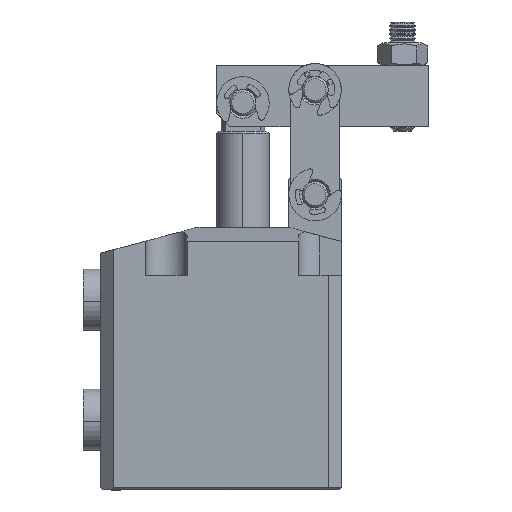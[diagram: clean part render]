
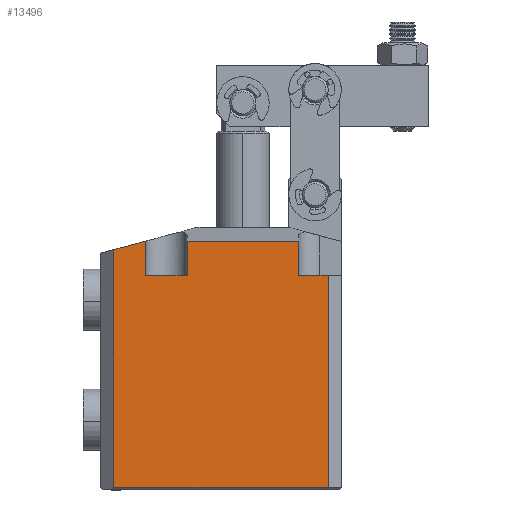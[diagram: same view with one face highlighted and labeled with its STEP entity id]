
A CAD part, top view. The second image highlights one B-rep face of the part: STEP entity #13496.
In plain terms, the highlighted planar face has unit normal (0, 0, 1).
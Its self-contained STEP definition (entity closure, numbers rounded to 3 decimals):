
#70 = VERTEX_POINT ( 'NONE', #18055 ) ;
#300 = LINE ( 'NONE', #9853, #12133 ) ;
#312 = ORIENTED_EDGE ( 'NONE', *, *, #3507, .T. ) ;
#379 = DIRECTION ( 'NONE',  ( 0.966, 0.259, 0. ) ) ;
#895 = CARTESIAN_POINT ( 'NONE',  ( 463.13, 121.774, 22.5 ) ) ;
#941 = DIRECTION ( 'NONE',  ( -1., 0., 0. ) ) ;
#1368 = VECTOR ( 'NONE', #3223, 1000. ) ;
#1969 = VERTEX_POINT ( 'NONE', #14311 ) ;
#1979 = VECTOR ( 'NONE', #10298, 1000. ) ;
#2047 = ORIENTED_EDGE ( 'NONE', *, *, #2577, .T. ) ;
#2060 = FACE_OUTER_BOUND ( 'NONE', #11932, .T. ) ;
#2318 = VERTEX_POINT ( 'NONE', #7739 ) ;
#2521 = CARTESIAN_POINT ( 'NONE',  ( 475.88, 121.774, 22.5 ) ) ;
#2535 = LINE ( 'NONE', #7970, #1368 ) ;
#2577 = EDGE_CURVE ( 'NONE', #2318, #8034, #300, .T. ) ;
#3107 = ORIENTED_EDGE ( 'NONE', *, *, #19024, .T. ) ;
#3153 = ORIENTED_EDGE ( 'NONE', *, *, #6438, .T. ) ;
#3223 = DIRECTION ( 'NONE',  ( -1., 0., 0. ) ) ;
#3226 = ORIENTED_EDGE ( 'NONE', *, *, #5601, .T. ) ;
#3487 = EDGE_CURVE ( 'NONE', #1969, #14018, #8273, .T. ) ;
#3507 = EDGE_CURVE ( 'NONE', #14018, #19077, #10480, .T. ) ;
#3641 = EDGE_CURVE ( 'NONE', #10775, #6290, #18659, .T. ) ;
#4135 = VECTOR ( 'NONE', #17577, 1000. ) ;
#4227 = ORIENTED_EDGE ( 'NONE', *, *, #3487, .T. ) ;
#4776 = ORIENTED_EDGE ( 'NONE', *, *, #12500, .F. ) ;
#5601 = EDGE_CURVE ( 'NONE', #6290, #5952, #9923, .T. ) ;
#5665 = LINE ( 'NONE', #9401, #18718 ) ;
#5952 = VERTEX_POINT ( 'NONE', #13166 ) ;
#6290 = VERTEX_POINT ( 'NONE', #11394 ) ;
#6438 = EDGE_CURVE ( 'NONE', #13531, #10775, #15916, .T. ) ;
#6604 = DIRECTION ( 'NONE',  ( 1., 0., 0. ) ) ;
#6636 = CARTESIAN_POINT ( 'NONE',  ( 475.88, 93.631, 22.5 ) ) ;
#6864 = CARTESIAN_POINT ( 'NONE',  ( 433.63, 93.631, 22.5 ) ) ;
#6914 = VECTOR ( 'NONE', #941, 1000. ) ;
#7397 = PLANE ( 'NONE',  #14366 ) ;
#7465 = DIRECTION ( 'NONE',  ( 1., 0., 0. ) ) ;
#7739 = CARTESIAN_POINT ( 'NONE',  ( 440.88, 121.774, 22.5 ) ) ;
#7957 = CARTESIAN_POINT ( 'NONE',  ( 482.63, 65.489, 22.5 ) ) ;
#7970 = CARTESIAN_POINT ( 'NONE',  ( 458.13, 113.989, 22.5 ) ) ;
#8034 = VERTEX_POINT ( 'NONE', #12568 ) ;
#8273 = LINE ( 'NONE', #6864, #4135 ) ;
#8341 = DIRECTION ( 'NONE',  ( -1., 0., 0. ) ) ;
#8536 = CARTESIAN_POINT ( 'NONE',  ( 433.63, 65.489, 22.5 ) ) ;
#8941 = VECTOR ( 'NONE', #18798, 1000. ) ;
#9249 = CARTESIAN_POINT ( 'NONE',  ( 475.88, 113.989, 22.5 ) ) ;
#9401 = CARTESIAN_POINT ( 'NONE',  ( 440.88, 117.915, 22.5 ) ) ;
#9853 = CARTESIAN_POINT ( 'NONE',  ( 440.755, 121.774, 22.5 ) ) ;
#9923 = LINE ( 'NONE', #13939, #8941 ) ;
#10298 = DIRECTION ( 'NONE',  ( -1., 0., 0. ) ) ;
#10480 = LINE ( 'NONE', #19261, #14079 ) ;
#10613 = EDGE_CURVE ( 'NONE', #5952, #70, #11079, .T. ) ;
#10775 = VERTEX_POINT ( 'NONE', #2521 ) ;
#11079 = LINE ( 'NONE', #17818, #6914 ) ;
#11394 = CARTESIAN_POINT ( 'NONE',  ( 450.38, 121.774, 22.5 ) ) ;
#11488 = CARTESIAN_POINT ( 'NONE',  ( 482.63, 93.631, 22.5 ) ) ;
#11731 = ORIENTED_EDGE ( 'NONE', *, *, #3641, .T. ) ;
#11932 = EDGE_LOOP ( 'NONE', ( #14067, #3107, #2047, #4776, #4227, #312, #15806, #15592, #3153, #11731, #3226 ) ) ;
#12133 = VECTOR ( 'NONE', #8341, 1000. ) ;
#12214 = DIRECTION ( 'NONE',  ( 0., 0., 1. ) ) ;
#12500 = EDGE_CURVE ( 'NONE', #1969, #8034, #14680, .T. ) ;
#12555 = DIRECTION ( 'NONE',  ( 0., 1., 0. ) ) ;
#12568 = CARTESIAN_POINT ( 'NONE',  ( 440.63, 121.774, 22.5 ) ) ;
#12657 = VECTOR ( 'NONE', #16076, 1000. ) ;
#13166 = CARTESIAN_POINT ( 'NONE',  ( 450.38, 113.989, 22.5 ) ) ;
#13496 = ADVANCED_FACE ( 'NONE', ( #2060 ), #7397, .T. ) ;
#13531 = VERTEX_POINT ( 'NONE', #9249 ) ;
#13939 = CARTESIAN_POINT ( 'NONE',  ( 450.38, 93.631, 22.5 ) ) ;
#14018 = VERTEX_POINT ( 'NONE', #8536 ) ;
#14067 = ORIENTED_EDGE ( 'NONE', *, *, #10613, .T. ) ;
#14079 = VECTOR ( 'NONE', #6604, 1000. ) ;
#14311 = CARTESIAN_POINT ( 'NONE',  ( 433.63, 119.898, 22.5 ) ) ;
#14366 = AXIS2_PLACEMENT_3D ( 'NONE', #14857, #12214, #7465 ) ;
#14680 = LINE ( 'NONE', #18886, #19981 ) ;
#14857 = CARTESIAN_POINT ( 'NONE',  ( 433.63, 65.489, 22.5 ) ) ;
#14906 = DIRECTION ( 'NONE',  ( 0., 1., 0. ) ) ;
#15184 = EDGE_CURVE ( 'NONE', #19077, #19073, #16762, .T. ) ;
#15418 = CARTESIAN_POINT ( 'NONE',  ( 482.63, 113.989, 22.5 ) ) ;
#15592 = ORIENTED_EDGE ( 'NONE', *, *, #17453, .T. ) ;
#15806 = ORIENTED_EDGE ( 'NONE', *, *, #15184, .T. ) ;
#15916 = LINE ( 'NONE', #6636, #17371 ) ;
#16076 = DIRECTION ( 'NONE',  ( 0., 1., 0. ) ) ;
#16762 = LINE ( 'NONE', #11488, #12657 ) ;
#17371 = VECTOR ( 'NONE', #14906, 1000. ) ;
#17453 = EDGE_CURVE ( 'NONE', #19073, #13531, #2535, .T. ) ;
#17577 = DIRECTION ( 'NONE',  ( 0., -1., 0. ) ) ;
#17818 = CARTESIAN_POINT ( 'NONE',  ( 458.13, 113.989, 22.5 ) ) ;
#18055 = CARTESIAN_POINT ( 'NONE',  ( 440.88, 113.989, 22.5 ) ) ;
#18659 = LINE ( 'NONE', #895, #1979 ) ;
#18718 = VECTOR ( 'NONE', #12555, 1000. ) ;
#18798 = DIRECTION ( 'NONE',  ( 0., -1., 0. ) ) ;
#18886 = CARTESIAN_POINT ( 'NONE',  ( 441.63, 122.042, 22.5 ) ) ;
#19024 = EDGE_CURVE ( 'NONE', #70, #2318, #5665, .T. ) ;
#19073 = VERTEX_POINT ( 'NONE', #15418 ) ;
#19077 = VERTEX_POINT ( 'NONE', #7957 ) ;
#19261 = CARTESIAN_POINT ( 'NONE',  ( 458.13, 65.489, 22.5 ) ) ;
#19981 = VECTOR ( 'NONE', #379, 1000. ) ;
